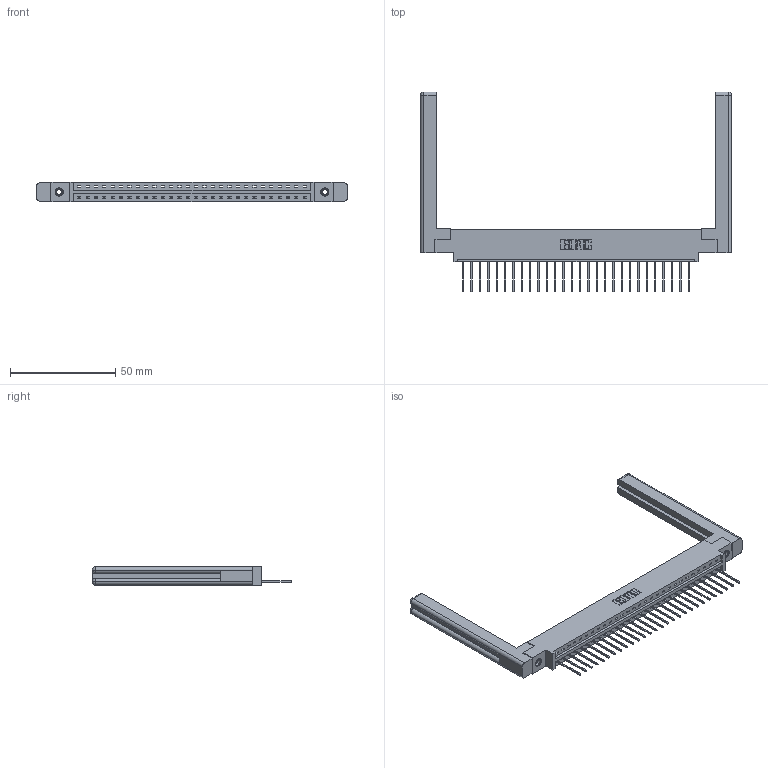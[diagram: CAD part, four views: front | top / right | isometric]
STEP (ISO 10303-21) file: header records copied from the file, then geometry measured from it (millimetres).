
FILE_DESCRIPTION (( 'STEP AP203' ), '1' );
FILE_NAME ('337-028-540-658.STEP', '2019-09-30T21:06:27', ( '' ), ( '' ), 'SwSTEP 2.0', 'SolidWorks 2016', '' );
FILE_SCHEMA (( 'CONFIG_CONTROL_DESIGN' ));
Length unit declared in the file: inch
Products named in the file (5): 345-292-001_345-293-140; 345-250-001_345-250-001-102; 337 Part_0.170 Offset - 0.156 Dia-TI; 337-028-540-658; 307-220-058
Assembly tree (33 placements, depth 2):
  337-028-540-658
    337 Part_0.170 Offset - 0.156 Dia-TI
    345-292-001_345-293-140  x28
    345-250-001_345-250-001-102  x2
    307-220-058  x2
Bounding box: 147.57 x 94.87 x 9.4 mm (x, y, z)
Volume: 22245.2 mm3; surface area: 21099.3 mm2
Topology: 33 solids, 33 shells, 1996 faces, 5941 edges, 3910 vertices
Faces by surface type: plane 1446, cylinder 526, cone 12, torus 12
Entity records: 25408 total; most frequent: CARTESIAN_POINT 4425, ORIENTED_EDGE 4328, DIRECTION 3772, EDGE_CURVE 2164, LINE 1988, VECTOR 1988, VERTEX_POINT 1434, AXIS2_PLACEMENT_3D 892
